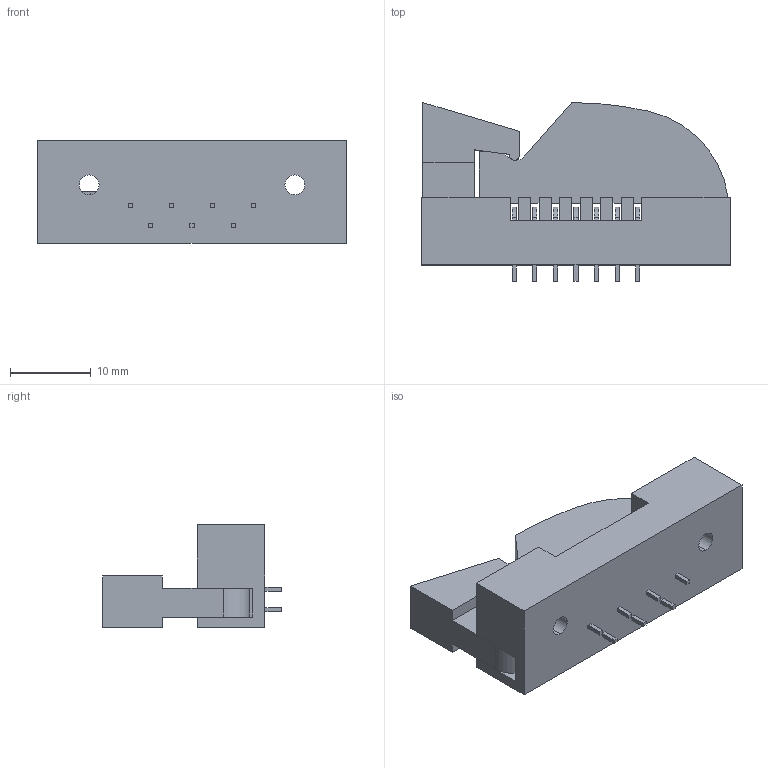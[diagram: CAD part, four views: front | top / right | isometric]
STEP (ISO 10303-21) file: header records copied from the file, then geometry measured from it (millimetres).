
FILE_DESCRIPTION (( 'STEP AP214' ), '1' );
FILE_NAME ('65AD2633-2F9A-4B10-A0F9-40C98256032E.STEP', '2023-11-13T07:23:53', ( '' ), ( '' ), 'SwSTEP 2.0', 'SolidWorks 2022', '' );
FILE_SCHEMA (( 'AUTOMOTIVE_DESIGN' ));
Length unit declared in the file: inch
Products named in the file (1): 65AD2633-2F9A-4B10-A0F9-40C98256032E
Bounding box: 38.1 x 22.1 x 12.7 mm (x, y, z)
Volume: 4591.3 mm3; surface area: 3916.4 mm2
Topology: 1 solids, 1 shells, 278 faces, 861 edges, 562 vertices
Faces by surface type: plane 187, cylinder 91
Entity records: 10475 total; most frequent: ORIENTED_EDGE 1722, CARTESIAN_POINT 1702, DIRECTION 1605, EDGE_CURVE 861, LINE 675, VECTOR 675, VERTEX_POINT 562, AXIS2_PLACEMENT_3D 465
